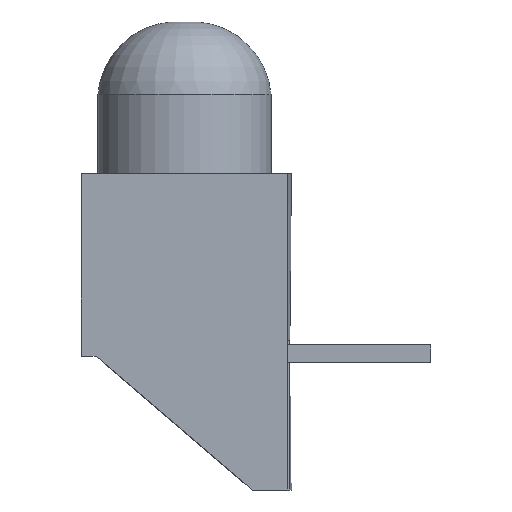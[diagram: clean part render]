
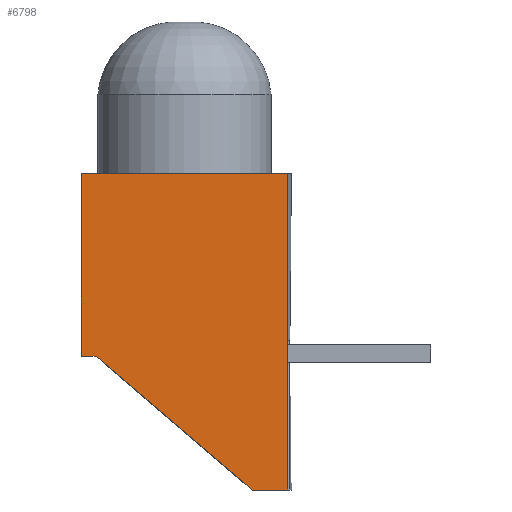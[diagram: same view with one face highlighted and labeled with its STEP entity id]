
A CAD part, left-side view. The second image highlights one B-rep face of the part: STEP entity #6798.
In plain terms, the highlighted planar face has unit normal (-1, 0, 0).
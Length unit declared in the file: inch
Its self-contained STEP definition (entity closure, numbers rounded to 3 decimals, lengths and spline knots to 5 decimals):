
#6 = CARTESIAN_POINT ( 'NONE',  ( -0.11738, 0.11738, -0.208 ) ) ;
#362 = ORIENTED_EDGE ( 'NONE', *, *, #8078, .F. ) ;
#1021 = VERTEX_POINT ( 'NONE', #2312 ) ;
#1253 = VECTOR ( 'NONE', #3120, 39.37008 ) ;
#1459 = CARTESIAN_POINT ( 'NONE',  ( -0.11738, -0.11738, -0.208 ) ) ;
#1744 = DIRECTION ( 'NONE',  ( 0., -1., 0. ) ) ;
#1883 = VERTEX_POINT ( 'NONE', #4283 ) ;
#1924 = CARTESIAN_POINT ( 'NONE',  ( -0.11738, 0.11738, -0.208 ) ) ;
#2312 = CARTESIAN_POINT ( 'NONE',  ( -0.11738, 0.10038, -0.208 ) ) ;
#2316 = LINE ( 'NONE', #8482, #2538 ) ;
#2538 = VECTOR ( 'NONE', #5816, 39.37008 ) ;
#2902 = VECTOR ( 'NONE', #1744, 39.37008 ) ;
#3120 = DIRECTION ( 'NONE',  ( 0., 1., 0. ) ) ;
#3203 = VERTEX_POINT ( 'NONE', #4319 ) ;
#3252 = DIRECTION ( 'NONE',  ( 0., -1., 0. ) ) ;
#3283 = CARTESIAN_POINT ( 'NONE',  ( -0.11738, 0., -0.36 ) ) ;
#3434 = ORIENTED_EDGE ( 'NONE', *, *, #6019, .F. ) ;
#3645 = ORIENTED_EDGE ( 'NONE', *, *, #4659, .F. ) ;
#3660 = CARTESIAN_POINT ( 'NONE',  ( -0.11738, -0.11738, 0. ) ) ;
#3743 = LINE ( 'NONE', #6882, #5563 ) ;
#3765 = ORIENTED_EDGE ( 'NONE', *, *, #6864, .F. ) ;
#3767 = FACE_OUTER_BOUND ( 'NONE', #7819, .T. ) ;
#3839 = VERTEX_POINT ( 'NONE', #3660 ) ;
#4283 = CARTESIAN_POINT ( 'NONE',  ( -0.11738, -0.077, -0.36 ) ) ;
#4319 = CARTESIAN_POINT ( 'NONE',  ( -0.11738, 0.11738, 0. ) ) ;
#4350 = CARTESIAN_POINT ( 'NONE',  ( -0.11738, -0.11738, -0.36 ) ) ;
#4659 = EDGE_CURVE ( 'NONE', #7474, #3203, #3743, .T. ) ;
#4949 = LINE ( 'NONE', #3283, #1253 ) ;
#5113 = LINE ( 'NONE', #8240, #8090 ) ;
#5146 = PLANE ( 'NONE',  #8422 ) ;
#5161 = DIRECTION ( 'NONE',  ( -1., 0., 0. ) ) ;
#5563 = VECTOR ( 'NONE', #6669, 39.37008 ) ;
#5616 = VERTEX_POINT ( 'NONE', #4350 ) ;
#5664 = LINE ( 'NONE', #1459, #7455 ) ;
#5785 = ORIENTED_EDGE ( 'NONE', *, *, #8295, .T. ) ;
#5816 = DIRECTION ( 'NONE',  ( 0., 0.759, 0.651 ) ) ;
#6019 = EDGE_CURVE ( 'NONE', #3203, #3839, #5113, .T. ) ;
#6164 = CARTESIAN_POINT ( 'NONE',  ( -0.11738, 0.11738, -0.208 ) ) ;
#6272 = DIRECTION ( 'NONE',  ( 0., 0., 1. ) ) ;
#6669 = DIRECTION ( 'NONE',  ( 0., 0., 1. ) ) ;
#6798 = ADVANCED_FACE ( 'NONE', ( #3767 ), #5146, .T. ) ;
#6864 = EDGE_CURVE ( 'NONE', #5616, #1883, #4949, .T. ) ;
#6882 = CARTESIAN_POINT ( 'NONE',  ( -0.11738, 0.11738, -0.208 ) ) ;
#6883 = EDGE_CURVE ( 'NONE', #7474, #1021, #8536, .T. ) ;
#7243 = ORIENTED_EDGE ( 'NONE', *, *, #6883, .T. ) ;
#7455 = VECTOR ( 'NONE', #6272, 39.37008 ) ;
#7474 = VERTEX_POINT ( 'NONE', #6 ) ;
#7819 = EDGE_LOOP ( 'NONE', ( #3765, #5785, #3434, #3645, #7243, #362 ) ) ;
#8078 = EDGE_CURVE ( 'NONE', #1883, #1021, #2316, .T. ) ;
#8090 = VECTOR ( 'NONE', #8177, 39.37008 ) ;
#8177 = DIRECTION ( 'NONE',  ( 0., -1., 0. ) ) ;
#8240 = CARTESIAN_POINT ( 'NONE',  ( -0.11738, 0.11738, 0. ) ) ;
#8295 = EDGE_CURVE ( 'NONE', #5616, #3839, #5664, .T. ) ;
#8422 = AXIS2_PLACEMENT_3D ( 'NONE', #6164, #5161, #3252 ) ;
#8482 = CARTESIAN_POINT ( 'NONE',  ( -0.11738, 0.14527, -0.16953 ) ) ;
#8536 = LINE ( 'NONE', #1924, #2902 ) ;
